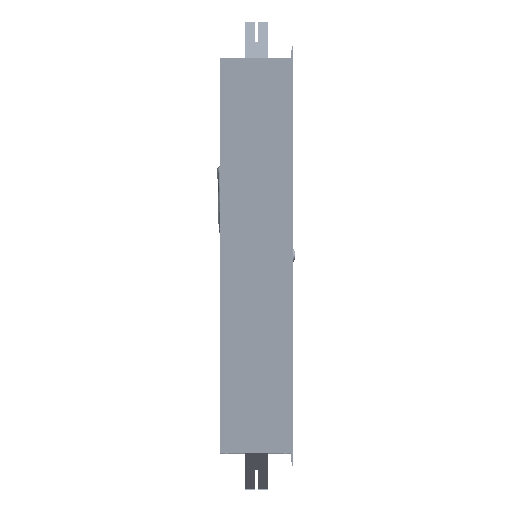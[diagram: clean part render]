
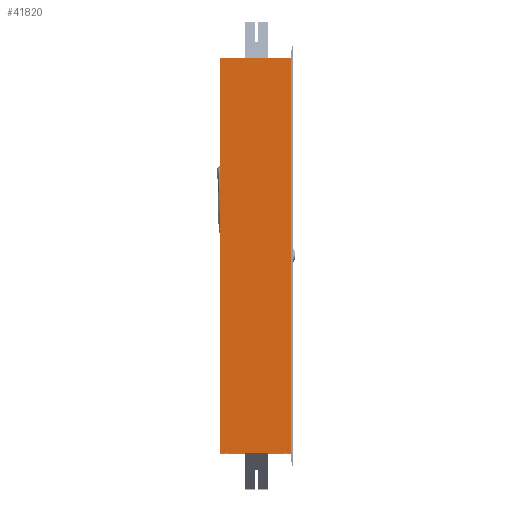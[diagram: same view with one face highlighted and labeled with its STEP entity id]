
A CAD part, top view. The second image highlights one B-rep face of the part: STEP entity #41820.
In plain terms, the highlighted planar face has unit normal (0, 0, 1).
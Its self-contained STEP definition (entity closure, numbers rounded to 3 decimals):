
#41729=CARTESIAN_POINT('Vertex',(516.206,302.,329.)) ;
#41751=CARTESIAN_POINT('Axis2P3D Location',(407.206,-300.,329.)) ;
#41756=CARTESIAN_POINT('Line Origine',(408.206,1.,329.)) ;
#41760=CARTESIAN_POINT('Vertex',(408.206,302.,329.)) ;
#41762=CARTESIAN_POINT('Vertex',(408.206,-300.,329.)) ;
#41765=CARTESIAN_POINT('Line Origine',(426.706,-300.,329.)) ;
#41769=CARTESIAN_POINT('Vertex',(445.206,-300.,329.)) ;
#41772=CARTESIAN_POINT('Line Origine',(462.706,-300.,329.)) ;
#41776=CARTESIAN_POINT('Vertex',(480.206,-300.,329.)) ;
#41779=CARTESIAN_POINT('Line Origine',(498.206,-300.,329.)) ;
#41783=CARTESIAN_POINT('Vertex',(516.206,-300.,329.)) ;
#41786=CARTESIAN_POINT('Line Origine',(516.206,1.,329.)) ;
#41791=CARTESIAN_POINT('Line Origine',(498.206,302.,329.)) ;
#41795=CARTESIAN_POINT('Vertex',(480.206,302.,329.)) ;
#41798=CARTESIAN_POINT('Line Origine',(462.706,302.,329.)) ;
#41802=CARTESIAN_POINT('Vertex',(445.206,302.,329.)) ;
#41805=CARTESIAN_POINT('Line Origine',(426.706,302.,329.)) ;
#41752=DIRECTION('Axis2P3D Direction',(0.,0.,-1.)) ;
#41753=DIRECTION('Axis2P3D XDirection',(0.,1.,0.)) ;
#41757=DIRECTION('Vector Direction',(0.,1.,0.)) ;
#41766=DIRECTION('Vector Direction',(1.,0.,0.)) ;
#41773=DIRECTION('Vector Direction',(1.,0.,0.)) ;
#41780=DIRECTION('Vector Direction',(1.,0.,0.)) ;
#41787=DIRECTION('Vector Direction',(0.,-1.,0.)) ;
#41792=DIRECTION('Vector Direction',(1.,0.,0.)) ;
#41799=DIRECTION('Vector Direction',(1.,0.,0.)) ;
#41806=DIRECTION('Vector Direction',(1.,0.,0.)) ;
#41754=AXIS2_PLACEMENT_3D('Plane Axis2P3D',#41751,#41752,#41753) ;
#41811=ORIENTED_EDGE('',*,*,#41764,.T.) ;
#41812=ORIENTED_EDGE('',*,*,#41771,.F.) ;
#41813=ORIENTED_EDGE('',*,*,#41778,.F.) ;
#41814=ORIENTED_EDGE('',*,*,#41785,.F.) ;
#41815=ORIENTED_EDGE('',*,*,#41790,.F.) ;
#41816=ORIENTED_EDGE('',*,*,#41797,.F.) ;
#41817=ORIENTED_EDGE('',*,*,#41804,.F.) ;
#41818=ORIENTED_EDGE('',*,*,#41809,.F.) ;
#41758=VECTOR('Line Direction',#41757,1.) ;
#41767=VECTOR('Line Direction',#41766,1.) ;
#41774=VECTOR('Line Direction',#41773,1.) ;
#41781=VECTOR('Line Direction',#41780,1.) ;
#41788=VECTOR('Line Direction',#41787,1.) ;
#41793=VECTOR('Line Direction',#41792,1.) ;
#41800=VECTOR('Line Direction',#41799,1.) ;
#41807=VECTOR('Line Direction',#41806,1.) ;
#41820=ADVANCED_FACE('71142.1\\PartBody',(#41819),#41755,.F.) ;
#41764=EDGE_CURVE('',#41761,#41763,#41759,.F.) ;
#41771=EDGE_CURVE('',#41770,#41763,#41768,.F.) ;
#41778=EDGE_CURVE('',#41777,#41770,#41775,.F.) ;
#41785=EDGE_CURVE('',#41784,#41777,#41782,.F.) ;
#41790=EDGE_CURVE('',#41730,#41784,#41789,.T.) ;
#41797=EDGE_CURVE('',#41796,#41730,#41794,.T.) ;
#41804=EDGE_CURVE('',#41803,#41796,#41801,.T.) ;
#41809=EDGE_CURVE('',#41761,#41803,#41808,.T.) ;
#41810=EDGE_LOOP('',(#41811,#41812,#41813,#41814,#41815,#41816,#41817,#41818)) ;
#41819=FACE_OUTER_BOUND('',#41810,.T.) ;
#41759=LINE('Line',#41756,#41758) ;
#41768=LINE('Line',#41765,#41767) ;
#41775=LINE('Line',#41772,#41774) ;
#41782=LINE('Line',#41779,#41781) ;
#41789=LINE('Line',#41786,#41788) ;
#41794=LINE('Line',#41791,#41793) ;
#41801=LINE('Line',#41798,#41800) ;
#41808=LINE('Line',#41805,#41807) ;
#41755=PLANE('',#41754) ;
#41730=VERTEX_POINT('',#41729) ;
#41761=VERTEX_POINT('',#41760) ;
#41763=VERTEX_POINT('',#41762) ;
#41770=VERTEX_POINT('',#41769) ;
#41777=VERTEX_POINT('',#41776) ;
#41784=VERTEX_POINT('',#41783) ;
#41796=VERTEX_POINT('',#41795) ;
#41803=VERTEX_POINT('',#41802) ;
